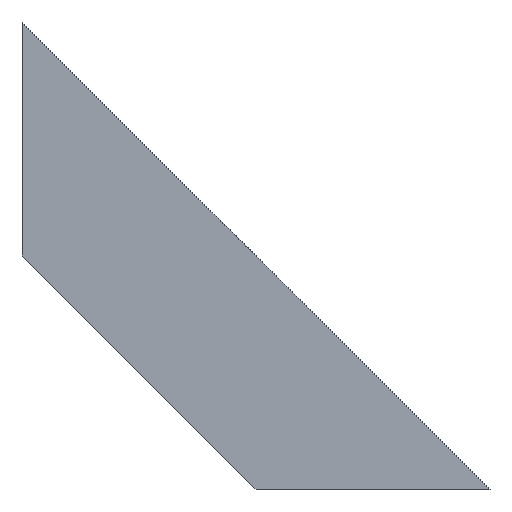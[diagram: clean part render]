
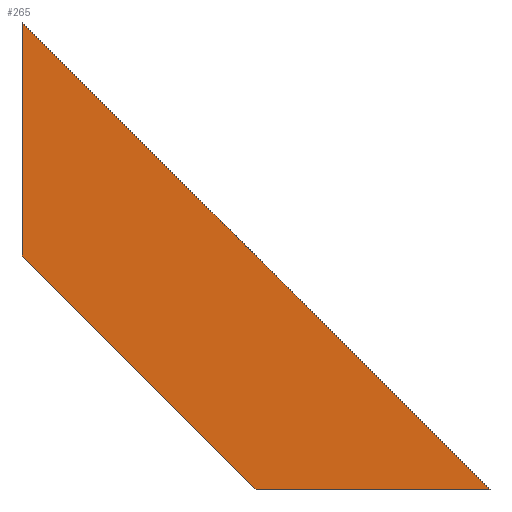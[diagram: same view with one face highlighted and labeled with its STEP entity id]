
A CAD part, left-side view. The second image highlights one B-rep face of the part: STEP entity #265.
In plain terms, the highlighted planar face has unit normal (-1, 0, 0).
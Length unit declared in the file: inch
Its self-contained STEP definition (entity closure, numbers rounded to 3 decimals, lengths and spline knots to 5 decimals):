
#145=CARTESIAN_POINT('',(-0.75,0.,8.48528));
#146=VERTEX_POINT('',#145);
#153=CARTESIAN_POINT('',(-0.75,-8.48528,0.));
#154=VERTEX_POINT('',#153);
#155=CARTESIAN_POINT('',(-0.75,0.,8.48528));
#156=DIRECTION('',(0.,-0.707,-0.707));
#157=VECTOR('',#156,12.0);
#158=LINE('',#155,#157);
#159=EDGE_CURVE('',#146,#154,#158,.T.);
#183=CARTESIAN_POINT('',(-0.75,0.0,4.24264));
#184=VERTEX_POINT('',#183);
#191=CARTESIAN_POINT('',(-0.75,0.0,4.24264));
#192=DIRECTION('',(0.0,0.0,1.0));
#193=VECTOR('',#192,4.24264);
#194=LINE('',#191,#193);
#195=EDGE_CURVE('',#184,#146,#194,.T.);
#214=CARTESIAN_POINT('',(-0.75,-4.24264,0.));
#215=VERTEX_POINT('',#214);
#222=CARTESIAN_POINT('',(-0.75,-4.24264,0.));
#223=DIRECTION('',(0.,0.707,0.707));
#224=VECTOR('',#223,6.);
#225=LINE('',#222,#224);
#226=EDGE_CURVE('',#215,#184,#225,.T.);
#244=CARTESIAN_POINT('',(-0.75,-8.48528,0.));
#245=DIRECTION('',(0.0,1.0,0.0));
#246=VECTOR('',#245,4.24264);
#247=LINE('',#244,#246);
#248=EDGE_CURVE('',#154,#215,#247,.T.);
#254=CARTESIAN_POINT('',(-0.75,-3.18198,3.18198));
#255=DIRECTION('',(-1.0,0.0,0.0));
#256=DIRECTION('',(0.0,-0.707,0.707));
#257=AXIS2_PLACEMENT_3D('',#254,#255,#256);
#258=PLANE('',#257);
#259=ORIENTED_EDGE('',*,*,#248,.F.);
#260=ORIENTED_EDGE('',*,*,#159,.F.);
#261=ORIENTED_EDGE('',*,*,#195,.F.);
#262=ORIENTED_EDGE('',*,*,#226,.F.);
#263=EDGE_LOOP('',(#259,#260,#261,#262));
#264=FACE_OUTER_BOUND('',#263,.T.);
#265=ADVANCED_FACE('',(#264),#258,.T.);
